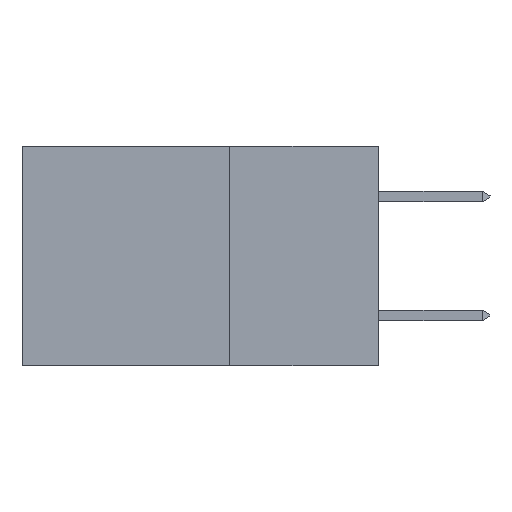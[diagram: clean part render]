
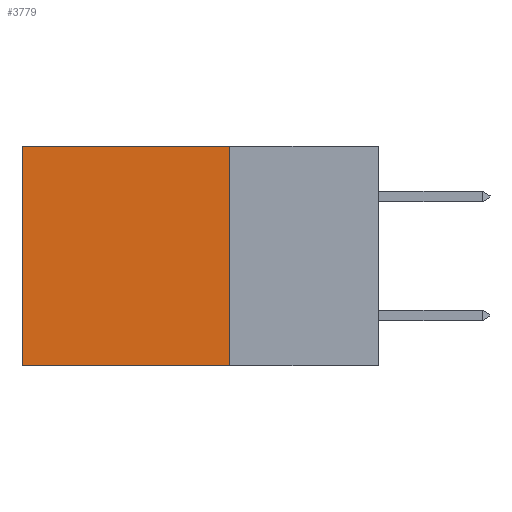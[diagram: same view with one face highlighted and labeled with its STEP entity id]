
A CAD part, left-side view. The second image highlights one B-rep face of the part: STEP entity #3779.
In plain terms, the highlighted planar face has unit normal (-1, 0, 0).
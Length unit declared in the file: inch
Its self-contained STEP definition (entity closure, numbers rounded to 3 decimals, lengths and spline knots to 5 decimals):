
#157 = CARTESIAN_POINT ( 'NONE',  ( 0.2615, 0.25, -0.37 ) ) ;
#871 = VECTOR ( 'NONE', #10308, 39.37008 ) ;
#1211 = CARTESIAN_POINT ( 'NONE',  ( 0.2615, 0.6, -0.37 ) ) ;
#1467 = LINE ( 'NONE', #13191, #14042 ) ;
#1554 = FACE_OUTER_BOUND ( 'NONE', #2384, .T. ) ;
#1855 = AXIS2_PLACEMENT_3D ( 'NONE', #157, #5142, #3907 ) ;
#2209 = CARTESIAN_POINT ( 'NONE',  ( 0.2615, 0.6, 0. ) ) ;
#2384 = EDGE_LOOP ( 'NONE', ( #13768, #6002, #5721, #10205 ) ) ;
#2788 = EDGE_CURVE ( 'NONE', #3163, #12821, #10545, .T. ) ;
#3163 = VERTEX_POINT ( 'NONE', #2209 ) ;
#3401 = VECTOR ( 'NONE', #6679, 39.37008 ) ;
#3461 = EDGE_CURVE ( 'NONE', #8681, #12821, #6759, .T. ) ;
#3555 = LINE ( 'NONE', #7211, #4440 ) ;
#3779 = ADVANCED_FACE ( 'NONE', ( #1554 ), #8559, .F. ) ;
#3907 = DIRECTION ( 'NONE',  ( 0., 0., -1. ) ) ;
#4440 = VECTOR ( 'NONE', #12089, 39.37008 ) ;
#4559 = EDGE_CURVE ( 'NONE', #12000, #8681, #1467, .T. ) ;
#4669 = CARTESIAN_POINT ( 'NONE',  ( 0.2615, 0.6, -0.37 ) ) ;
#5142 = DIRECTION ( 'NONE',  ( 1., 0., 0. ) ) ;
#5607 = CARTESIAN_POINT ( 'NONE',  ( 0.2615, 0.25, -0.37 ) ) ;
#5721 = ORIENTED_EDGE ( 'NONE', *, *, #4559, .F. ) ;
#6002 = ORIENTED_EDGE ( 'NONE', *, *, #3461, .F. ) ;
#6333 = EDGE_CURVE ( 'NONE', #12000, #3163, #3555, .T. ) ;
#6612 = CARTESIAN_POINT ( 'NONE',  ( 0.2615, 0.25, -0.37 ) ) ;
#6679 = DIRECTION ( 'NONE',  ( 0., 1., 0. ) ) ;
#6759 = LINE ( 'NONE', #6612, #3401 ) ;
#7211 = CARTESIAN_POINT ( 'NONE',  ( 0.2615, 0.25, 0. ) ) ;
#8559 = PLANE ( 'NONE',  #1855 ) ;
#8681 = VERTEX_POINT ( 'NONE', #5607 ) ;
#10205 = ORIENTED_EDGE ( 'NONE', *, *, #6333, .T. ) ;
#10308 = DIRECTION ( 'NONE',  ( 0., 0., -1. ) ) ;
#10545 = LINE ( 'NONE', #4669, #871 ) ;
#12000 = VERTEX_POINT ( 'NONE', #13719 ) ;
#12089 = DIRECTION ( 'NONE',  ( 0., 1., 0. ) ) ;
#12821 = VERTEX_POINT ( 'NONE', #1211 ) ;
#13191 = CARTESIAN_POINT ( 'NONE',  ( 0.2615, 0.25, -0.37 ) ) ;
#13719 = CARTESIAN_POINT ( 'NONE',  ( 0.2615, 0.25, 0. ) ) ;
#13768 = ORIENTED_EDGE ( 'NONE', *, *, #2788, .T. ) ;
#14042 = VECTOR ( 'NONE', #14440, 39.37008 ) ;
#14440 = DIRECTION ( 'NONE',  ( 0., 0., -1. ) ) ;
